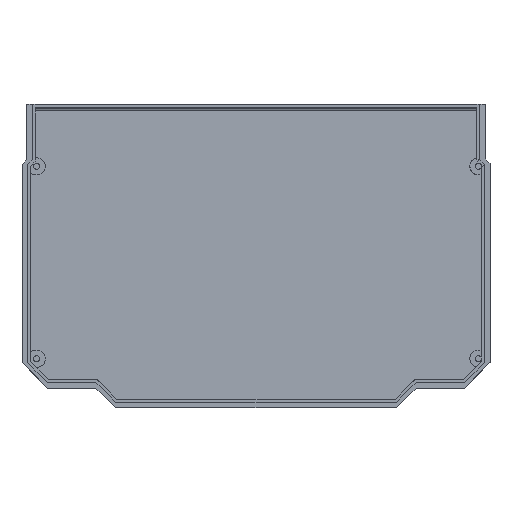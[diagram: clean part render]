
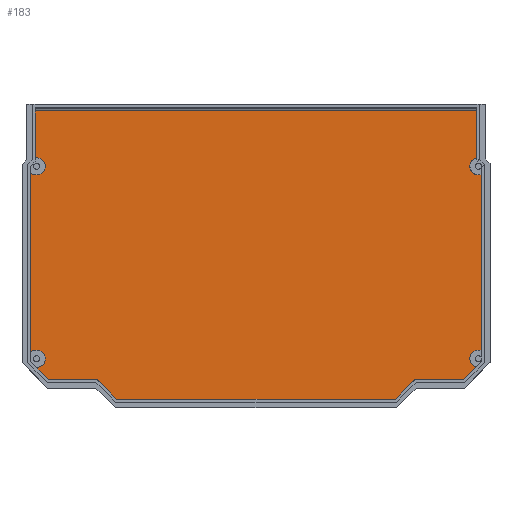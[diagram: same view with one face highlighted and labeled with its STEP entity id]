
A CAD part, top view. The second image highlights one B-rep face of the part: STEP entity #183.
In plain terms, the highlighted planar face has unit normal (0, 0, 1).
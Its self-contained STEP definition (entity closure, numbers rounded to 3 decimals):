
#55=CARTESIAN_POINT('',(2076.,-1155.,-36.4));
#56=DIRECTION('',(0.,0.,1.));
#57=DIRECTION('',(1.,0.,0.));
#58=AXIS2_PLACEMENT_3D('',#55,#56,#57);
#59=PLANE('',#58);
#60=CARTESIAN_POINT('',(2184.943,-1217.139,-36.4));
#61=VERTEX_POINT('',#60);
#62=CARTESIAN_POINT('',(2191.567,-1210.514,-36.4));
#63=VERTEX_POINT('',#62);
#64=CARTESIAN_POINT('',(2184.943,-1217.139,-36.4));
#65=DIRECTION('',(0.707,0.707,-0.));
#66=VECTOR('',#65,9.368);
#67=LINE('',#64,#66);
#68=EDGE_CURVE('',#61,#63,#67,.T.);
#69=ORIENTED_EDGE('',*,*,#68,.T.);
#70=CARTESIAN_POINT('',(2194.368,-1201.967,-36.4));
#71=VERTEX_POINT('',#70);
#72=CARTESIAN_POINT('',(2192.811,-1206.189,-36.4));
#73=DIRECTION('',(-0.,-0.,-1.));
#74=DIRECTION('',(1.,0.,-0.));
#75=AXIS2_PLACEMENT_3D('',#72,#73,#74);
#76=CIRCLE('',#75,4.5);
#77=EDGE_CURVE('',#63,#71,#76,.T.);
#78=ORIENTED_EDGE('',*,*,#77,.T.);
#79=CARTESIAN_POINT('',(2194.368,-1104.797,-36.4));
#80=VERTEX_POINT('',#79);
#81=CARTESIAN_POINT('',(2194.368,-1201.967,-36.4));
#82=DIRECTION('',(-0.,1.,-0.));
#83=VECTOR('',#82,97.171);
#84=LINE('',#81,#83);
#85=EDGE_CURVE('',#71,#80,#84,.T.);
#86=ORIENTED_EDGE('',*,*,#85,.T.);
#87=CARTESIAN_POINT('',(2191.988,-1102.249,-36.4));
#88=VERTEX_POINT('',#87);
#89=CARTESIAN_POINT('',(2194.368,-1104.797,-36.4));
#90=DIRECTION('',(-0.683,0.731,-0.));
#91=VECTOR('',#90,3.486);
#92=LINE('',#89,#91);
#93=EDGE_CURVE('',#80,#88,#92,.T.);
#94=ORIENTED_EDGE('',*,*,#93,.T.);
#95=CARTESIAN_POINT('',(2191.988,-1076.013,-36.4));
#96=VERTEX_POINT('',#95);
#97=CARTESIAN_POINT('',(2191.988,-1102.249,-36.4));
#98=DIRECTION('',(0.,1.,0.));
#99=VECTOR('',#98,26.236);
#100=LINE('',#97,#99);
#101=EDGE_CURVE('',#88,#96,#100,.T.);
#102=ORIENTED_EDGE('',*,*,#101,.T.);
#103=CARTESIAN_POINT('',(1958.512,-1076.014,-36.4));
#104=VERTEX_POINT('',#103);
#105=CARTESIAN_POINT('',(2191.988,-1076.013,-36.4));
#106=DIRECTION('',(-1.,0.,-0.));
#107=VECTOR('',#106,233.475);
#108=LINE('',#105,#107);
#109=EDGE_CURVE('',#96,#104,#108,.T.);
#110=ORIENTED_EDGE('',*,*,#109,.T.);
#111=CARTESIAN_POINT('',(1958.509,-1103.861,-36.4));
#112=VERTEX_POINT('',#111);
#113=CARTESIAN_POINT('',(1958.509,-1103.861,-36.4));
#114=DIRECTION('',(0.,1.,0.));
#115=VECTOR('',#114,27.847);
#116=LINE('',#113,#115);
#117=EDGE_CURVE('',#112,#104,#116,.T.);
#118=ORIENTED_EDGE('',*,*,#117,.F.);
#119=CARTESIAN_POINT('',(1957.632,-1104.797,-36.4));
#120=VERTEX_POINT('',#119);
#121=CARTESIAN_POINT('',(1958.509,-1103.861,-36.4));
#122=DIRECTION('',(-0.683,-0.73,0.));
#123=VECTOR('',#122,1.282);
#124=LINE('',#121,#123);
#125=EDGE_CURVE('',#112,#120,#124,.T.);
#126=ORIENTED_EDGE('',*,*,#125,.T.);
#127=CARTESIAN_POINT('',(1957.632,-1207.714,-36.4));
#128=VERTEX_POINT('',#127);
#129=CARTESIAN_POINT('',(1957.632,-1104.797,-36.4));
#130=DIRECTION('',(0.,-1.,-0.));
#131=VECTOR('',#130,102.916);
#132=LINE('',#129,#131);
#133=EDGE_CURVE('',#120,#128,#132,.T.);
#134=ORIENTED_EDGE('',*,*,#133,.T.);
#135=CARTESIAN_POINT('',(1967.058,-1217.139,-36.4));
#136=VERTEX_POINT('',#135);
#137=CARTESIAN_POINT('',(1957.632,-1207.714,-36.4));
#138=DIRECTION('',(0.707,-0.707,-0.));
#139=VECTOR('',#138,13.33);
#140=LINE('',#137,#139);
#141=EDGE_CURVE('',#128,#136,#140,.T.);
#142=ORIENTED_EDGE('',*,*,#141,.T.);
#143=CARTESIAN_POINT('',(1992.56,-1217.147,-36.4));
#144=VERTEX_POINT('',#143);
#145=CARTESIAN_POINT('',(1967.058,-1217.139,-36.4));
#146=DIRECTION('',(1.,0.,-0.));
#147=VECTOR('',#146,25.502);
#148=LINE('',#145,#147);
#149=EDGE_CURVE('',#136,#144,#148,.T.);
#150=ORIENTED_EDGE('',*,*,#149,.T.);
#151=CARTESIAN_POINT('',(2002.905,-1227.487,-36.4));
#152=VERTEX_POINT('',#151);
#153=CARTESIAN_POINT('',(1992.56,-1217.147,-36.4));
#154=DIRECTION('',(0.707,-0.707,-0.));
#155=VECTOR('',#154,14.627);
#156=LINE('',#153,#155);
#157=EDGE_CURVE('',#144,#152,#156,.T.);
#158=ORIENTED_EDGE('',*,*,#157,.T.);
#159=CARTESIAN_POINT('',(2149.095,-1227.487,-36.4));
#160=VERTEX_POINT('',#159);
#161=CARTESIAN_POINT('',(2002.905,-1227.487,-36.4));
#162=DIRECTION('',(1.,-0.,-0.));
#163=VECTOR('',#162,146.189);
#164=LINE('',#161,#163);
#165=EDGE_CURVE('',#152,#160,#164,.T.);
#166=ORIENTED_EDGE('',*,*,#165,.T.);
#167=CARTESIAN_POINT('',(2159.448,-1217.139,-36.4));
#168=VERTEX_POINT('',#167);
#169=CARTESIAN_POINT('',(2149.095,-1227.487,-36.4));
#170=DIRECTION('',(0.707,0.707,-0.));
#171=VECTOR('',#170,14.639);
#172=LINE('',#169,#171);
#173=EDGE_CURVE('',#160,#168,#172,.T.);
#174=ORIENTED_EDGE('',*,*,#173,.T.);
#175=CARTESIAN_POINT('',(2159.448,-1217.139,-36.4));
#176=DIRECTION('',(1.,-0.,-0.));
#177=VECTOR('',#176,25.495);
#178=LINE('',#175,#177);
#179=EDGE_CURVE('',#168,#61,#178,.T.);
#180=ORIENTED_EDGE('',*,*,#179,.T.);
#181=EDGE_LOOP('',(#69,#78,#86,#94,#102,#110,#118,#126,#134,#142,#150,#158,#166,#174,#180));
#182=FACE_BOUND('',#181,.T.);
#183=ADVANCED_FACE('',(#182),#59,.T.);
